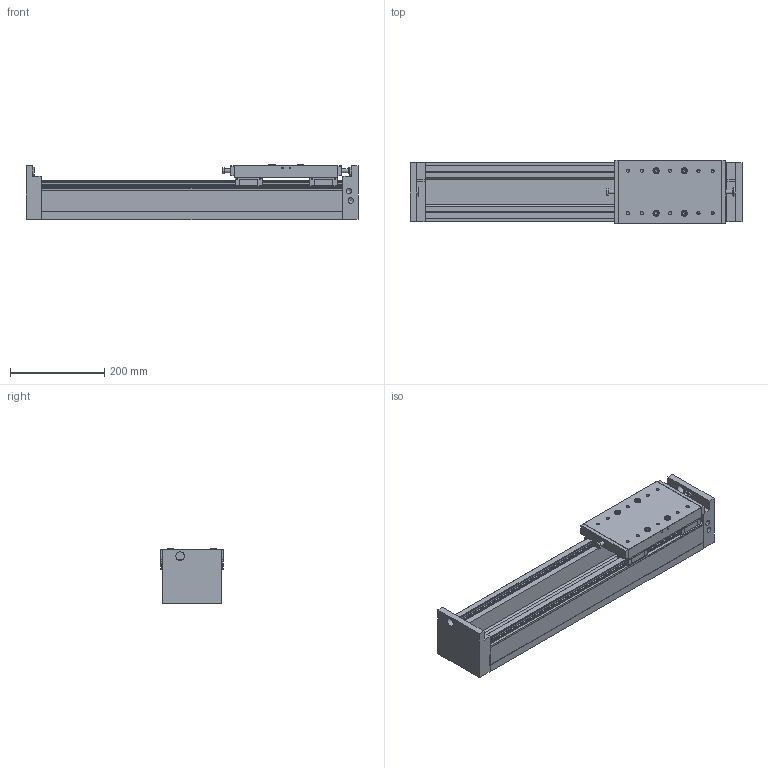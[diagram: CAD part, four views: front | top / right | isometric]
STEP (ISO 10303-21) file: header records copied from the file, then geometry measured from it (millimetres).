
FILE_DESCRIPTION((''),'2;1');
FILE_NAME('MSL115-P40-S-Hub 400.stp','2012-10-10T16:31:56',('hartung_david'),(''),'Autodesk Inventor 2012','Autodesk Inventor 2012','');
FILE_SCHEMA(('AUTOMOTIVE_DESIGN { 1 0 10303 214 1 1 1 1 }'));
Length unit declared in the file: millimetre
Products named in the file (4): MSL115-P40-S-400; MSL115-P40-S-400-010; MSL115-P40-S-400-020; MSL115-P40-S-400-030
Assembly tree (3 placements, depth 2):
  MSL115-P40-S-400
    MSL115-P40-S-400-010
    MSL115-P40-S-400-020
    MSL115-P40-S-400-030
Bounding box: 705 x 135 x 117 mm (x, y, z)
Volume: 5211598.8 mm3; surface area: 626441 mm2
Topology: 3 solids, 19 shells, 1022 faces, 2752 edges, 1724 vertices
Faces by surface type: plane 548, cylinder 342, cone 132
Full cylindrical faces by diameter (mm): 3.242 x4, 6.647 x14, 8 x2, 8.376 x4, 11.445 x2, 13 x4, 18.376 x2, 40 x2
Entity records: 31656 total; most frequent: DIRECTION 5308, CARTESIAN_POINT 5295, ORIENTED_EDGE 5128, EDGE_CURVE 2564, VECTOR 1878, LINE 1878, AXIS2_PLACEMENT_3D 1715, VERTEX_POINT 1702
